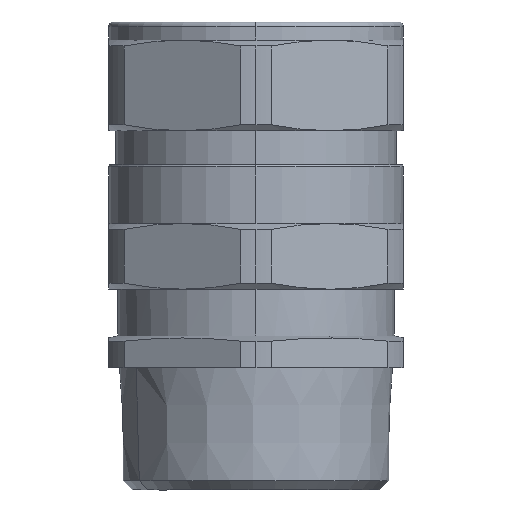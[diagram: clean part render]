
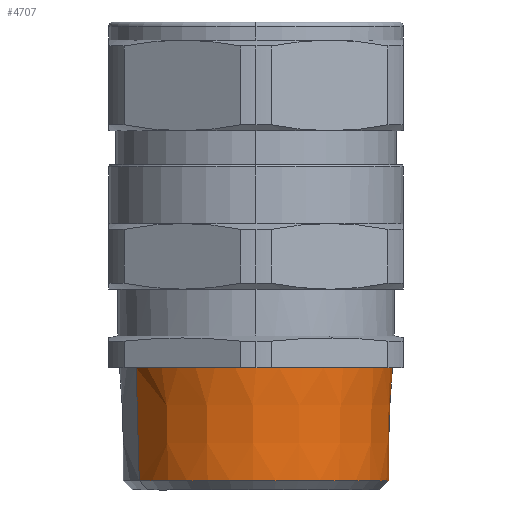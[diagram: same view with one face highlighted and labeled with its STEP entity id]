
A CAD part, front view. The second image highlights one B-rep face of the part: STEP entity #4707.
In plain terms, the highlighted conical face has half-angle 1.78 degrees and reference radius 29.311 mm.
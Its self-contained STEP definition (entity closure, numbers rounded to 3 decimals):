
#4472=AXIS2_PLACEMENT_3D('Circle Axis2P3D',#4470,#4471,$) ;
#4479=AXIS2_PLACEMENT_3D('Circle Axis2P3D',#4477,#4478,$) ;
#4679=AXIS2_PLACEMENT_3D('Cone Axis2P3D',#4676,#4677,#4678) ;
#4697=AXIS2_PLACEMENT_3D('Circle Axis2P3D',#4695,#4696,$) ;
#4465=CARTESIAN_POINT('Vertex',(6.041,21.295,27.)) ;
#4470=CARTESIAN_POINT('Axis2P3D Location',(32.5,35.75,27.)) ;
#4474=CARTESIAN_POINT('Vertex',(32.5,5.6,27.)) ;
#4477=CARTESIAN_POINT('Axis2P3D Location',(32.5,35.75,27.)) ;
#4481=CARTESIAN_POINT('Vertex',(58.959,50.205,27.)) ;
#4676=CARTESIAN_POINT('Axis2P3D Location',(32.5,35.75,0.)) ;
#4681=CARTESIAN_POINT('Line Origine',(58.591,50.004,13.5)) ;
#4685=CARTESIAN_POINT('Vertex',(58.279,49.833,2.064)) ;
#4688=CARTESIAN_POINT('Line Origine',(6.409,21.496,13.5)) ;
#4692=CARTESIAN_POINT('Vertex',(6.721,21.667,2.064)) ;
#4695=CARTESIAN_POINT('Axis2P3D Location',(32.5,35.75,2.064)) ;
#4471=DIRECTION('Axis2P3D Direction',(0.,0.,-1.)) ;
#4478=DIRECTION('Axis2P3D Direction',(0.,0.,-1.)) ;
#4677=DIRECTION('Axis2P3D Direction',(0.,0.,1.)) ;
#4678=DIRECTION('Axis2P3D XDirection',(0.878,0.479,0.)) ;
#4682=DIRECTION('Vector Direction',(0.027,0.015,1.)) ;
#4689=DIRECTION('Vector Direction',(-0.027,-0.015,1.)) ;
#4696=DIRECTION('Axis2P3D Direction',(0.,0.,1.)) ;
#4683=VECTOR('Line Direction',#4682,1.) ;
#4690=VECTOR('Line Direction',#4689,1.) ;
#4701=ORIENTED_EDGE('',*,*,#4687,.T.) ;
#4702=ORIENTED_EDGE('',*,*,#4483,.T.) ;
#4703=ORIENTED_EDGE('',*,*,#4476,.T.) ;
#4704=ORIENTED_EDGE('',*,*,#4694,.F.) ;
#4705=ORIENTED_EDGE('',*,*,#4699,.T.) ;
#4707=ADVANCED_FACE('PartBody',(#4706),#4680,.T.) ;
#4473=CIRCLE('generated circle',#4472,30.15) ;
#4480=CIRCLE('generated circle',#4479,30.15) ;
#4698=CIRCLE('generated circle',#4697,29.375) ;
#4680=CONICAL_SURFACE('Cone',#4679,29.311,0.031) ;
#4476=EDGE_CURVE('',#4475,#4466,#4473,.T.) ;
#4483=EDGE_CURVE('',#4482,#4475,#4480,.T.) ;
#4687=EDGE_CURVE('',#4686,#4482,#4684,.T.) ;
#4694=EDGE_CURVE('',#4693,#4466,#4691,.T.) ;
#4699=EDGE_CURVE('',#4693,#4686,#4698,.T.) ;
#4700=EDGE_LOOP('',(#4701,#4702,#4703,#4704,#4705)) ;
#4706=FACE_OUTER_BOUND('',#4700,.T.) ;
#4684=LINE('Line',#4681,#4683) ;
#4691=LINE('Line',#4688,#4690) ;
#4466=VERTEX_POINT('',#4465) ;
#4475=VERTEX_POINT('',#4474) ;
#4482=VERTEX_POINT('',#4481) ;
#4686=VERTEX_POINT('',#4685) ;
#4693=VERTEX_POINT('',#4692) ;
